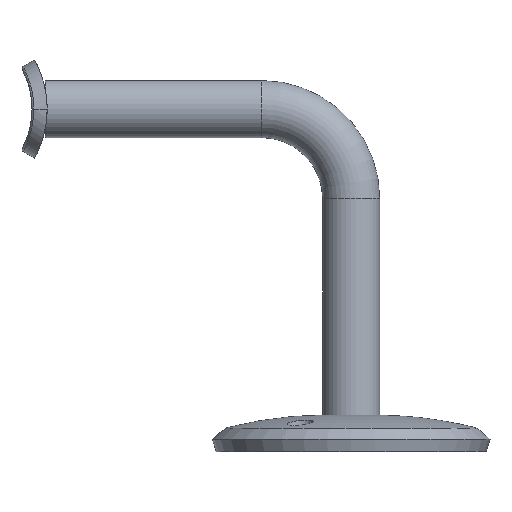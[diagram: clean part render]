
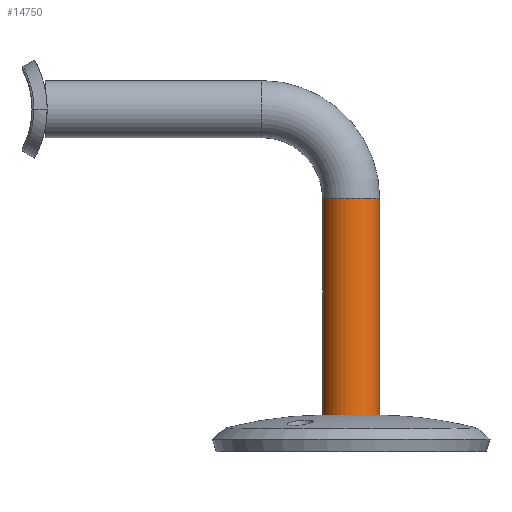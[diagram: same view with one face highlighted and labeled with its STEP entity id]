
A CAD part, left-side view. The second image highlights one B-rep face of the part: STEP entity #14750.
In plain terms, the highlighted cylindrical face has radius 7 mm (diameter 14 mm), a partial arc.
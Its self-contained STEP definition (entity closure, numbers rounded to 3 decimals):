
#405 = CARTESIAN_POINT ( 'NONE',  ( 0., 0., 0. ) ) ;
#455 = CARTESIAN_POINT ( 'NONE',  ( 0., 7., 0. ) ) ;
#1054 = DIRECTION ( 'NONE',  ( 0., 0., 1. ) ) ;
#1533 = AXIS2_PLACEMENT_3D ( 'NONE', #405, #14725, #15860 ) ;
#2351 = CIRCLE ( 'NONE', #1533, 7. ) ;
#3049 = DIRECTION ( 'NONE',  ( 0., 0., 1. ) ) ;
#3484 = DIRECTION ( 'NONE',  ( 1., 0., 0. ) ) ;
#3494 = EDGE_CURVE ( 'NONE', #5077, #6012, #5753, .T. ) ;
#3595 = CARTESIAN_POINT ( 'NONE',  ( 0., 0., 53. ) ) ;
#4091 = FACE_OUTER_BOUND ( 'NONE', #8248, .T. ) ;
#4224 = ORIENTED_EDGE ( 'NONE', *, *, #3494, .T. ) ;
#4289 = DIRECTION ( 'NONE',  ( 0., 0., 1. ) ) ;
#4484 = CARTESIAN_POINT ( 'NONE',  ( 0., 7., 0. ) ) ;
#4920 = VECTOR ( 'NONE', #3049, 1000. ) ;
#5077 = VERTEX_POINT ( 'NONE', #14984 ) ;
#5753 = LINE ( 'NONE', #10782, #9341 ) ;
#5829 = CARTESIAN_POINT ( 'NONE',  ( 0., 0., 0. ) ) ;
#6012 = VERTEX_POINT ( 'NONE', #12972 ) ;
#6096 = CYLINDRICAL_SURFACE ( 'NONE', #7664, 7. ) ;
#7603 = VERTEX_POINT ( 'NONE', #4484 ) ;
#7664 = AXIS2_PLACEMENT_3D ( 'NONE', #5829, #16048, #10914 ) ;
#8248 = EDGE_LOOP ( 'NONE', ( #16313, #10445, #4224, #14102 ) ) ;
#9162 = AXIS2_PLACEMENT_3D ( 'NONE', #3595, #1054, #3484 ) ;
#9341 = VECTOR ( 'NONE', #4289, 1000. ) ;
#10288 = EDGE_CURVE ( 'NONE', #7603, #5077, #2351, .T. ) ;
#10349 = CIRCLE ( 'NONE', #9162, 7. ) ;
#10445 = ORIENTED_EDGE ( 'NONE', *, *, #10288, .T. ) ;
#10782 = CARTESIAN_POINT ( 'NONE',  ( 0., -7., 0. ) ) ;
#10914 = DIRECTION ( 'NONE',  ( 0., -1., 0. ) ) ;
#11706 = CARTESIAN_POINT ( 'NONE',  ( 0., 7., 53. ) ) ;
#12141 = EDGE_CURVE ( 'NONE', #16483, #6012, #10349, .T. ) ;
#12972 = CARTESIAN_POINT ( 'NONE',  ( 0., -7., 53. ) ) ;
#13342 = EDGE_CURVE ( 'NONE', #7603, #16483, #15772, .T. ) ;
#14102 = ORIENTED_EDGE ( 'NONE', *, *, #12141, .F. ) ;
#14725 = DIRECTION ( 'NONE',  ( 0., 0., 1. ) ) ;
#14750 = ADVANCED_FACE ( 'NONE', ( #4091 ), #6096, .T. ) ;
#14984 = CARTESIAN_POINT ( 'NONE',  ( 0., -7., 0. ) ) ;
#15772 = LINE ( 'NONE', #455, #4920 ) ;
#15860 = DIRECTION ( 'NONE',  ( 1., 0., 0. ) ) ;
#16048 = DIRECTION ( 'NONE',  ( 0., 0., 1. ) ) ;
#16313 = ORIENTED_EDGE ( 'NONE', *, *, #13342, .F. ) ;
#16483 = VERTEX_POINT ( 'NONE', #11706 ) ;
